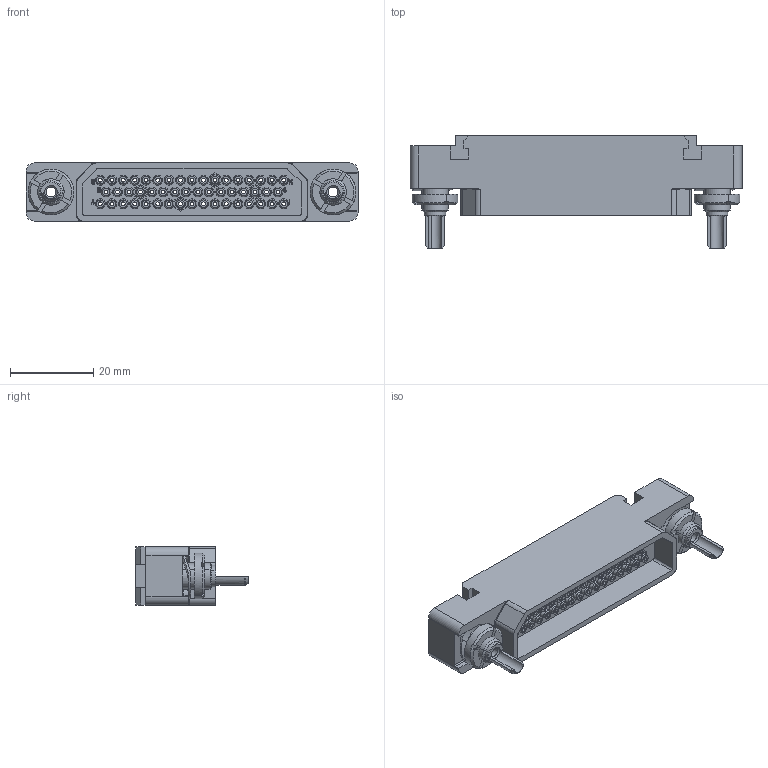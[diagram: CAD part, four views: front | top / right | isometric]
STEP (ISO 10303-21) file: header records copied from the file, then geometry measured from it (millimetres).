
FILE_DESCRIPTION((''),'2;1');
FILE_NAME('1900ND01P2B00A','2019-10-28T',('presta_be4'),(''),'CREO PARAMETRIC BY PTC INC, 2018360','CREO PARAMETRIC BY PTC INC, 2018360','');
FILE_SCHEMA(('CONFIG_CONTROL_DESIGN'));
Products named in the file (1): 1900ND01P2B00A
Bounding box: 80 x 27.3 x 14 mm (x, y, z)
Volume: 11120 mm3; surface area: 12562.5 mm2
Topology: 20 solids, 20 shells, 3097 faces, 7757 edges, 4902 vertices
Faces by surface type: plane 1595, cylinder 872, cone 542, torus 32, bspline 30, extrusion 26
Entity records: 98830 total; most frequent: CARTESIAN_POINT 23248, DIRECTION 15763, ORIENTED_EDGE 15506, EDGE_CURVE 7753, VECTOR 5379, LINE 5353, AXIS2_PLACEMENT_3D 5192, VERTEX_POINT 4902
